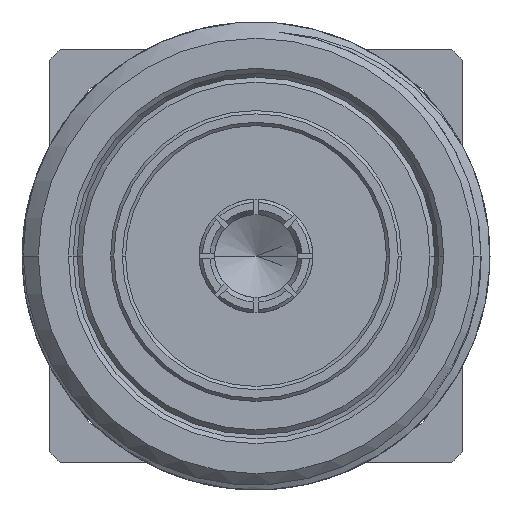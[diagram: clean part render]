
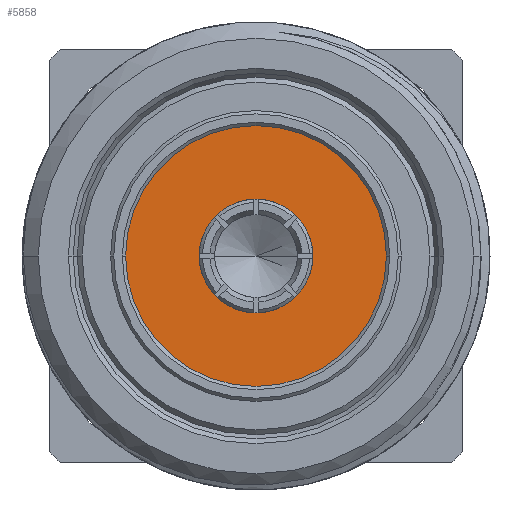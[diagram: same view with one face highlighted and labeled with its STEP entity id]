
A CAD part, left-side view. The second image highlights one B-rep face of the part: STEP entity #5858.
In plain terms, the highlighted planar face has unit normal (-1, 0, 0).
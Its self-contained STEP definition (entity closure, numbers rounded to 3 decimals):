
#2075=CARTESIAN_POINT('',(10.85,0.,0.));
#2076=DIRECTION('',(1.,0.,0.));
#2077=DIRECTION('',(0.,-1.,0.));
#2078=AXIS2_PLACEMENT_3D('',#2075,#2076,#2077);
#2080=CARTESIAN_POINT('',(10.85,0.,0.));
#2081=DIRECTION('',(1.,0.,0.));
#2082=DIRECTION('',(0.,1.,0.));
#2083=AXIS2_PLACEMENT_3D('',#2080,#2081,#2082);
#2085=CARTESIAN_POINT('',(10.85,0.,0.));
#2086=DIRECTION('',(-1.,0.,0.));
#2087=DIRECTION('',(0.,-1.,0.));
#2088=AXIS2_PLACEMENT_3D('',#2085,#2086,#2087);
#2090=CARTESIAN_POINT('',(10.85,0.,0.));
#2091=DIRECTION('',(-1.,0.,0.));
#2092=DIRECTION('',(0.,1.,0.));
#2093=AXIS2_PLACEMENT_3D('',#2090,#2091,#2092);
#3278=CARTESIAN_POINT('',(10.85,-3.3,0.));
#3279=CARTESIAN_POINT('',(10.85,3.3,0.));
#3280=VERTEX_POINT('',#3278);
#3281=VERTEX_POINT('',#3279);
#3322=CARTESIAN_POINT('',(10.85,-8.175,0.));
#3323=CARTESIAN_POINT('',(10.85,8.175,0.));
#3324=VERTEX_POINT('',#3322);
#3325=VERTEX_POINT('',#3323);
#5842=CARTESIAN_POINT('',(10.85,0.,0.));
#5843=DIRECTION('',(1.,0.,0.));
#5844=DIRECTION('',(0.,-1.,0.));
#5845=AXIS2_PLACEMENT_3D('',#5842,#5843,#5844);
#5846=PLANE('',#5845);
#5848=ORIENTED_EDGE('',*,*,#5847,.T.);
#5849=ORIENTED_EDGE('',*,*,#5832,.T.);
#5850=EDGE_LOOP('',(#5848,#5849));
#5851=FACE_OUTER_BOUND('',#5850,.F.);
#5853=ORIENTED_EDGE('',*,*,#5852,.T.);
#5855=ORIENTED_EDGE('',*,*,#5854,.T.);
#5856=EDGE_LOOP('',(#5853,#5855));
#5857=FACE_BOUND('',#5856,.F.);
#5858=ADVANCED_FACE('',(#5851,#5857),#5846,.F.);
#2079=CIRCLE('',#2078,8.175);
#2084=CIRCLE('',#2083,8.175);
#2089=CIRCLE('',#2088,3.3);
#2094=CIRCLE('',#2093,3.3);
#5832=EDGE_CURVE('',#3325,#3324,#2084,.T.);
#5847=EDGE_CURVE('',#3324,#3325,#2079,.T.);
#5852=EDGE_CURVE('',#3280,#3281,#2089,.T.);
#5854=EDGE_CURVE('',#3281,#3280,#2094,.T.);
